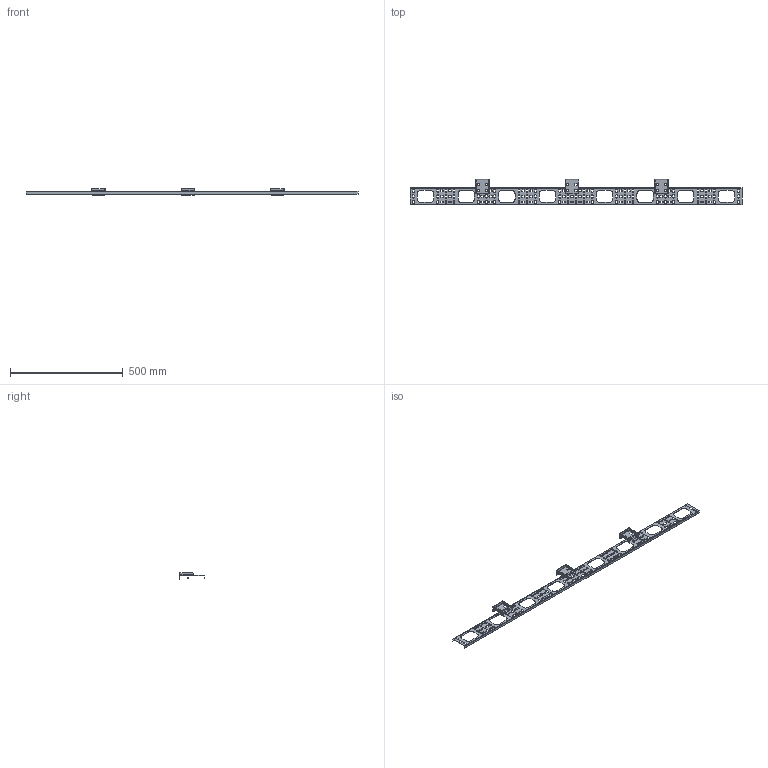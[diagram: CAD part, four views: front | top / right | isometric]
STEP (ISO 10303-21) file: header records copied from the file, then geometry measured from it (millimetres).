
FILE_DESCRIPTION (( 'STEP AP214' ), '1' );
FILE_NAME ('CO05-07533-R_.STEP', '2022-10-13T17:29:58', ( '' ), ( '' ), 'SwSTEP 2.0', 'SolidWorks 2022', '' );
FILE_SCHEMA (( 'AUTOMOTIVE_DESIGN' ));
Length unit declared in the file: millimetre
Products named in the file (3): АГИЕ 278.06.101 Органайзер вертикальный 75_-00 33U черная; CO05-07533-R_; АГИЕ 278.06.102 Кронштейн органайзера_Черный
Assembly tree (4 placements, depth 2):
  CO05-07533-R_
    АГИЕ 278.06.102 Кронштейн органайзера_Черный  x3
    АГИЕ 278.06.101 Органайзер вертикальный 75_-00 33U черная
Bounding box: 1469.65 x 113.91 x 30 mm (x, y, z)
Volume: 143089.3 mm3; surface area: 252085.7 mm2
Topology: 4 solids, 4 shells, 836 faces, 2372 edges, 1544 vertices
Faces by surface type: plane 464, cylinder 372
Entity records: 23810 total; most frequent: DIRECTION 4122, CARTESIAN_POINT 4067, ORIENTED_EDGE 4056, EDGE_CURVE 2028, AXIS2_PLACEMENT_3D 1391, VECTOR 1340, LINE 1340, VERTEX_POINT 1336
